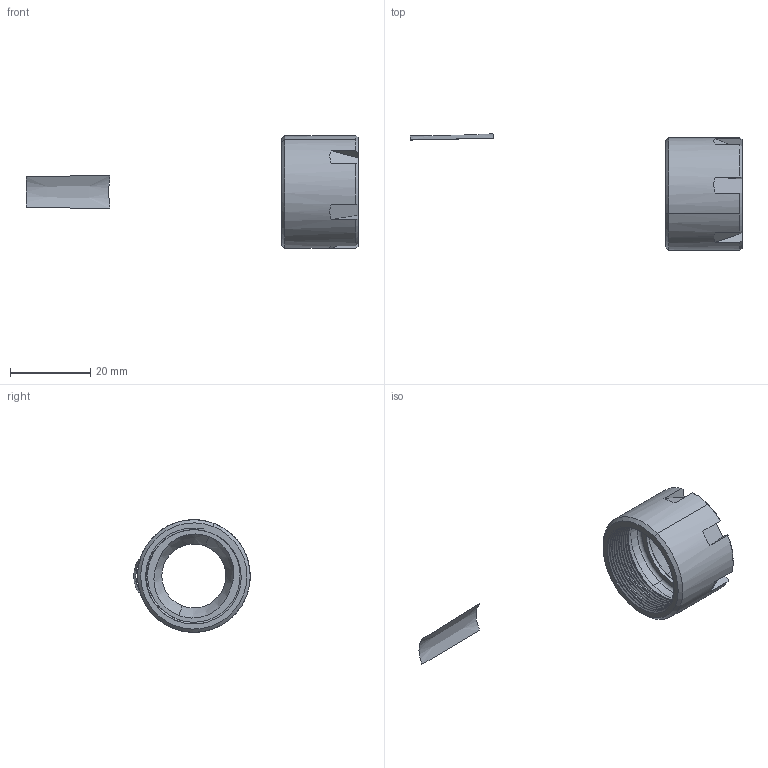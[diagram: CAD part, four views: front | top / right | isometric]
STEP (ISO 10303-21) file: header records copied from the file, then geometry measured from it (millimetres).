
FILE_DESCRIPTION (( 'STEP AP214' ), '1' );
FILE_NAME ('PS4.E21.So1.060.STEP', '2025-03-05T09:55:11', ( '' ), ( '' ), 'SwSTEP 2.0', 'SolidWorks 2022', '' );
FILE_SCHEMA (( 'AUTOMOTIVE_DESIGN' ));
Length unit declared in the file: millimetre
Products named in the file (3): PS4.E21.So1.060; PS4-E21.So1.060_A_Fertigbearbeitung; E21-ER1.001.019
Assembly tree (2 placements, depth 2):
  PS4.E21.So1.060
    PS4-E21.So1.060_A_Fertigbearbeitung
    E21-ER1.001.019
Bounding box: 82.5 x 28.9 x 28 mm (x, y, z)
Volume: 3929.3 mm3; surface area: 4359.9 mm2
Topology: 1 solids, 2 shells, 75 faces, 203 edges, 133 vertices
Faces by surface type: cylinder 28, plane 24, cone 16, torus 4, bspline 3
Entity records: 4492 total; most frequent: CARTESIAN_POINT 2637, ORIENTED_EDGE 400, DIRECTION 340, EDGE_CURVE 203, VERTEX_POINT 133, AXIS2_PLACEMENT_3D 127, LINE 86, VECTOR 86
